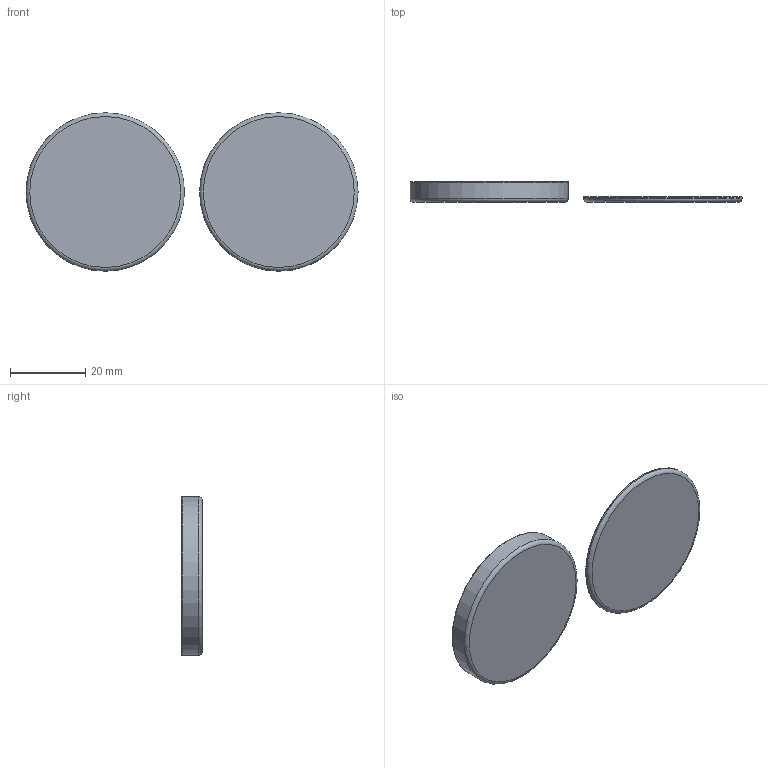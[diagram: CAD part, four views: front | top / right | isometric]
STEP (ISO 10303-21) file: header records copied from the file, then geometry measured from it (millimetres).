
FILE_DESCRIPTION(/* description */ (''),/* implementation_level */ '2;1');
FILE_NAME(/* name */ 'RFIDFRIEND_v1.step',/* time_stamp */ '2025-03-29T14:11:53+01:00',/* author */ (''),/* organization */ (''),/* preprocessor_version */ 'ST-DEVELOPER v20.1',/* originating_system */ 'Autodesk Translation Framework v14.4.0.0',/* authorisation */ '');
FILE_SCHEMA (('AUTOMOTIVE_DESIGN { 1 0 10303 214 3 1 1 }'));
Length unit declared in the file: millimetre
Products named in the file (1): RFIDFRIEND
Bounding box: 88 x 5.5 x 42 mm (x, y, z)
Volume: 9046.2 mm3; surface area: 6489.1 mm2
Topology: 2 solids, 2 shells, 14 faces, 24 edges, 16 vertices
Faces by surface type: plane 6, torus 4, cylinder 4
Full cylindrical faces by diameter (mm): 8 x1, 39 x1, 42 x2
Entity records: 380 total; most frequent: DIRECTION 74, CARTESIAN_POINT 55, ORIENTED_EDGE 48, AXIS2_PLACEMENT_3D 35, EDGE_CURVE 24, CIRCLE 20, EDGE_LOOP 16, VERTEX_POINT 16
